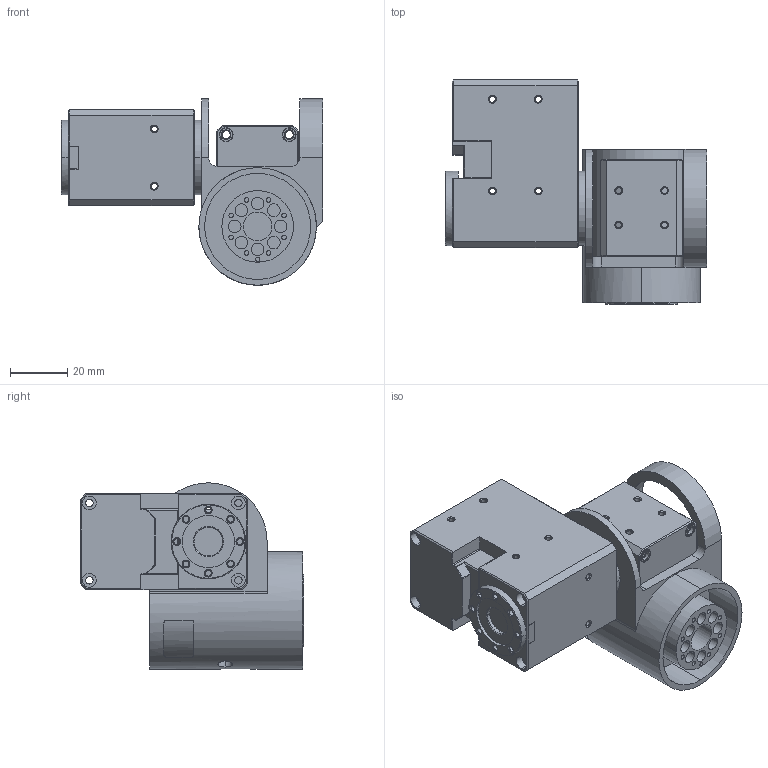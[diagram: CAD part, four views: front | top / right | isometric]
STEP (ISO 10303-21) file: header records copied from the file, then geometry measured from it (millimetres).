
FILE_DESCRIPTION (( 'STEP AP214' ), '1' );
FILE_NAME ('SIM-401_Roll_Hanger_simple.STEP', '2023-01-04T20:25:36', ( '' ), ( '' ), 'SwSTEP 2.0', 'SolidWorks 2018', '' );
FILE_SCHEMA (( 'AUTOMOTIVE_DESIGN' ));
Length unit declared in the file: millimetre
Products named in the file (1): SIM-401_Roll_Hanger_simple
Bounding box: 91.3 x 78.11 x 65 mm (x, y, z)
Surface area: 38853.1 mm2 (no closed solid volume)
Topology: 0 solids, 8 shells, 419 faces, 1188 edges, 787 vertices
Faces by surface type: cylinder 209, plane 118, cone 88, bspline 2, torus 2
Entity records: 18917 total; most frequent: CARTESIAN_POINT 2987, DIRECTION 2557, ORIENTED_EDGE 2102, EDGE_CURVE 1188, AXIS2_PLACEMENT_3D 992, VERTEX_POINT 787, CIRCLE 574, VECTOR 573
